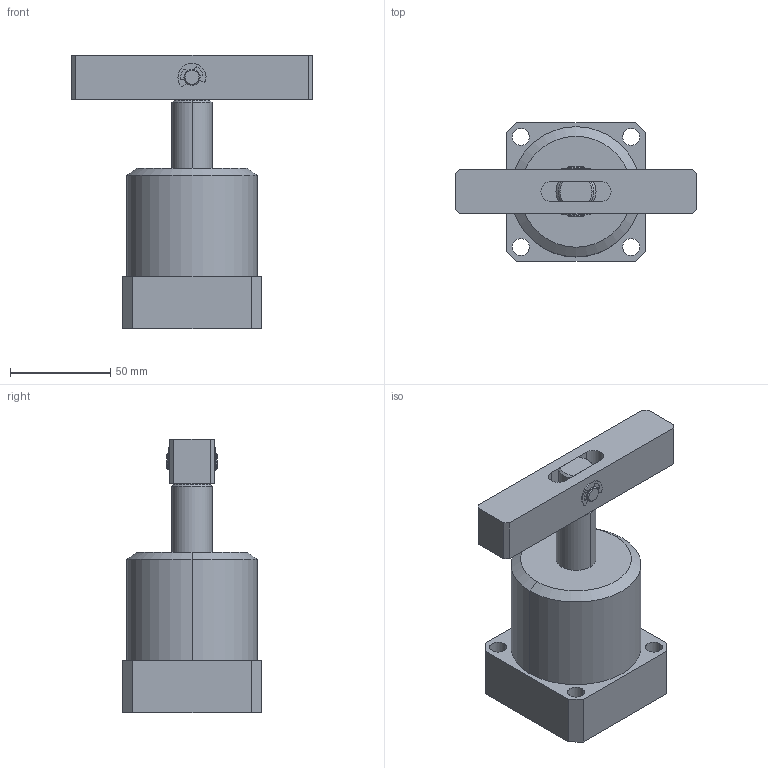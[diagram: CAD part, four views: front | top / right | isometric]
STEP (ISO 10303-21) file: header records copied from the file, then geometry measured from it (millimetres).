
FILE_DESCRIPTION (( 'STEP AP203' ), '1' );
FILE_NAME ('HCAS-M50D.STEP', '2020-09-15T09:26:59', ( '微软用户' ), ( '微软中国' ), 'SwSTEP 2.0', 'SolidWorks 2012', '' );
FILE_SCHEMA (( 'CONFIG_CONTROL_DESIGN' ));
Length unit declared in the file: millimetre
Products named in the file (6): HCAS-M50掛极; HCAS-M50D活塞杆; HCAS-M50D邧旋; HCAS-M50D种; 縐遠8; HCAS-M50D
Assembly tree (6 placements, depth 2):
  HCAS-M50D
    HCAS-M50掛极
    HCAS-M50D活塞杆
    HCAS-M50D邧旋
    HCAS-M50D种
    縐遠8  x2
Bounding box: 120 x 69 x 136.5 mm (x, y, z)
Volume: 304331.2 mm3; surface area: 65222.8 mm2
Topology: 6 solids, 6 shells, 218 faces, 549 edges, 360 vertices
Faces by surface type: plane 95, cylinder 91, bspline 16, cone 10, torus 6
Entity records: 7015 total; most frequent: CARTESIAN_POINT 1818, DIRECTION 953, ORIENTED_EDGE 930, EDGE_CURVE 465, AXIS2_PLACEMENT_3D 343, VERTEX_POINT 304, LINE 267, VECTOR 267
